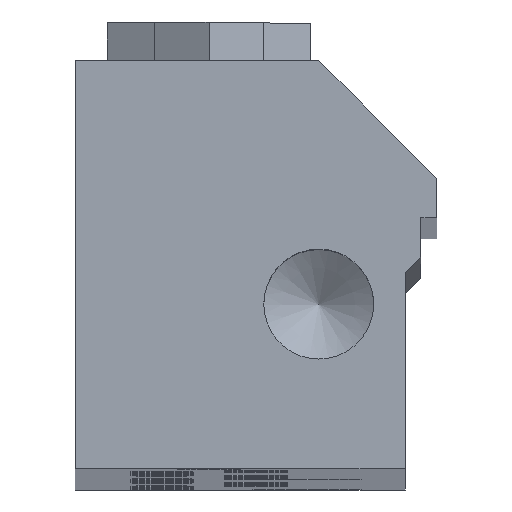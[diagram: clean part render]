
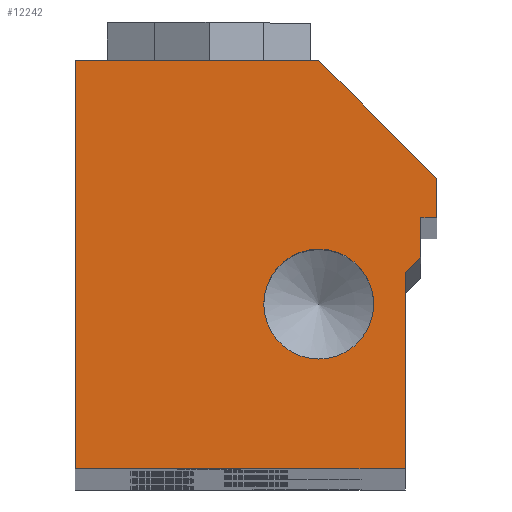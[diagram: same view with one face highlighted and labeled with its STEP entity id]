
A CAD part, top view. The second image highlights one B-rep face of the part: STEP entity #12242.
In plain terms, the highlighted planar face has unit normal (0, 0, 1).
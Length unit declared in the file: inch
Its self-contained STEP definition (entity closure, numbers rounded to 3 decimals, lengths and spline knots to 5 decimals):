
#11346=CARTESIAN_POINT('',(0.72962,0.73151,24.0));
#11347=VERTEX_POINT('',#11346);
#11348=CARTESIAN_POINT('',(0.51087,0.73151,24.0));
#11349=DIRECTION('',(0.0,0.0,-1.0));
#11350=DIRECTION('',(1.0,0.0,0.0));
#11351=AXIS2_PLACEMENT_3D('',#11348,#11349,#11350);
#11352=CIRCLE('',#11351,0.21875);
#11353=EDGE_CURVE('',#11347,#11347,#11352,.T.);
#11486=CARTESIAN_POINT('',(-0.45788,0.07526,24.0));
#11487=VERTEX_POINT('',#11486);
#11488=CARTESIAN_POINT('',(-0.45788,1.70026,24.0));
#11489=VERTEX_POINT('',#11488);
#11490=CARTESIAN_POINT('',(-0.45788,0.07526,24.0));
#11491=DIRECTION('',(0.0,1.0,0.0));
#11492=VECTOR('',#11491,1.625);
#11493=LINE('',#11490,#11492);
#11494=EDGE_CURVE('',#11487,#11489,#11493,.T.);
#11517=CARTESIAN_POINT('',(0.51137,1.70026,24.0));
#11518=VERTEX_POINT('',#11517);
#11519=CARTESIAN_POINT('',(-0.45788,1.70026,24.0));
#11520=DIRECTION('',(1.0,0.0,0.0));
#11521=VECTOR('',#11520,0.96925);
#11522=LINE('',#11519,#11521);
#11523=EDGE_CURVE('',#11489,#11518,#11522,.T.);
#11917=CARTESIAN_POINT('',(0.98012,1.23151,24.0));
#11918=VERTEX_POINT('',#11917);
#11919=CARTESIAN_POINT('',(0.51137,1.70026,24.0));
#11920=DIRECTION('',(0.707,-0.707,0.0));
#11921=VECTOR('',#11920,0.66291);
#11922=LINE('',#11919,#11921);
#11923=EDGE_CURVE('',#11518,#11918,#11922,.T.);
#11941=CARTESIAN_POINT('',(0.98012,1.07526,24.0));
#11942=VERTEX_POINT('',#11941);
#11943=CARTESIAN_POINT('',(0.98012,1.23151,24.0));
#11944=DIRECTION('',(0.0,-1.0,0.0));
#11945=VECTOR('',#11944,0.15625);
#11946=LINE('',#11943,#11945);
#11947=EDGE_CURVE('',#11918,#11942,#11946,.T.);
#11965=CARTESIAN_POINT('',(0.91712,1.07526,24.0));
#11966=VERTEX_POINT('',#11965);
#11967=CARTESIAN_POINT('',(0.98012,1.07526,24.0));
#11968=DIRECTION('',(-1.0,0.0,0.0));
#11969=VECTOR('',#11968,0.063);
#11970=LINE('',#11967,#11969);
#11971=EDGE_CURVE('',#11942,#11966,#11970,.T.);
#11989=CARTESIAN_POINT('',(0.91712,0.91901,24.0));
#11990=VERTEX_POINT('',#11989);
#11991=CARTESIAN_POINT('',(0.91712,1.07526,24.0));
#11992=DIRECTION('',(0.0,-1.0,0.0));
#11993=VECTOR('',#11992,0.15625);
#11994=LINE('',#11991,#11993);
#11995=EDGE_CURVE('',#11966,#11990,#11994,.T.);
#12013=CARTESIAN_POINT('',(0.85462,0.85651,24.0));
#12014=VERTEX_POINT('',#12013);
#12015=CARTESIAN_POINT('',(0.91712,0.91901,24.0));
#12016=DIRECTION('',(-0.707,-0.707,0.0));
#12017=VECTOR('',#12016,0.08839);
#12018=LINE('',#12015,#12017);
#12019=EDGE_CURVE('',#11990,#12014,#12018,.T.);
#12037=CARTESIAN_POINT('',(0.85462,0.07526,24.0));
#12038=VERTEX_POINT('',#12037);
#12039=CARTESIAN_POINT('',(0.85462,0.85651,24.0));
#12040=DIRECTION('',(0.0,-1.0,0.0));
#12041=VECTOR('',#12040,0.78125);
#12042=LINE('',#12039,#12041);
#12043=EDGE_CURVE('',#12014,#12038,#12042,.T.);
#12061=CARTESIAN_POINT('',(0.85462,0.07526,24.0));
#12062=DIRECTION('',(-1.0,0.0,0.0));
#12063=VECTOR('',#12062,1.3125);
#12064=LINE('',#12061,#12063);
#12065=EDGE_CURVE('',#12038,#11487,#12064,.T.);
#12223=CARTESIAN_POINT('',(0.19584,0.86114,24.0));
#12224=DIRECTION('',(0.0,0.0,1.0));
#12225=DIRECTION('',(1.0,0.0,0.0));
#12226=AXIS2_PLACEMENT_3D('',#12223,#12224,#12225);
#12227=PLANE('',#12226);
#12228=ORIENTED_EDGE('',*,*,#11494,.F.);
#12229=ORIENTED_EDGE('',*,*,#12065,.F.);
#12230=ORIENTED_EDGE('',*,*,#12043,.F.);
#12231=ORIENTED_EDGE('',*,*,#12019,.F.);
#12232=ORIENTED_EDGE('',*,*,#11995,.F.);
#12233=ORIENTED_EDGE('',*,*,#11971,.F.);
#12234=ORIENTED_EDGE('',*,*,#11947,.F.);
#12235=ORIENTED_EDGE('',*,*,#11923,.F.);
#12236=ORIENTED_EDGE('',*,*,#11523,.F.);
#12237=EDGE_LOOP('',(#12228,#12229,#12230,#12231,#12232,#12233,#12234,#12235,#12236));
#12238=FACE_OUTER_BOUND('',#12237,.T.);
#12239=ORIENTED_EDGE('',*,*,#11353,.T.);
#12240=EDGE_LOOP('',(#12239));
#12241=FACE_BOUND('',#12240,.T.);
#12242=ADVANCED_FACE('',(#12238,#12241),#12227,.T.);
